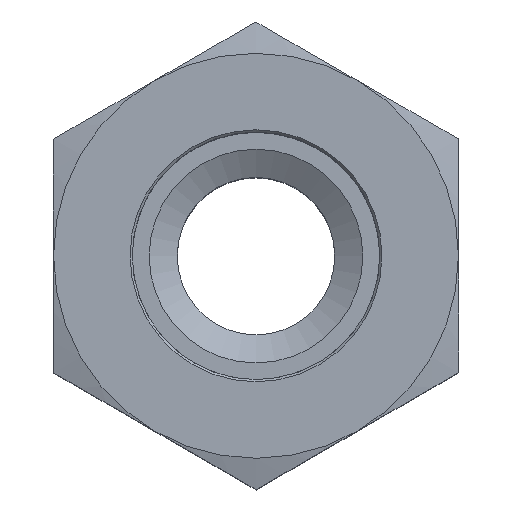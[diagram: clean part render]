
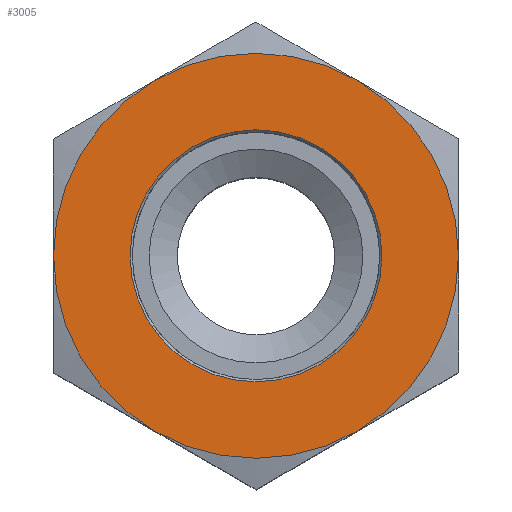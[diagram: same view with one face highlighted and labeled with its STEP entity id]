
A CAD part, top view. The second image highlights one B-rep face of the part: STEP entity #3005.
In plain terms, the highlighted planar face has unit normal (0, 0, 1).
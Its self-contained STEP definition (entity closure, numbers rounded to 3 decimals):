
#2909=CARTESIAN_POINT('',(11.2,0.,20.0));
#2910=VERTEX_POINT('',#2909);
#2911=CARTESIAN_POINT('',(0.0,0.0,20.0));
#2912=DIRECTION('',(0.0,0.0,1.0));
#2913=DIRECTION('',(-1.0,0.0,0.0));
#2914=AXIS2_PLACEMENT_3D('',#2911,#2912,#2913);
#2915=CIRCLE('',#2914,11.2);
#2916=EDGE_CURVE('',#2910,#2910,#2915,.T.);
#2941=CARTESIAN_POINT('',(0.0,0.,20.0));
#2942=DIRECTION('',(0.0,0.0,1.0));
#2943=DIRECTION('',(1.0,0.0,0.0));
#2944=AXIS2_PLACEMENT_3D('',#2941,#2942,#2943);
#2945=PLANE('',#2944);
#2946=CARTESIAN_POINT('',(-9.,-15.588,20.0));
#2947=VERTEX_POINT('',#2946);
#2948=CARTESIAN_POINT('',(9.,-15.588,20.0));
#2949=VERTEX_POINT('',#2948);
#2950=CARTESIAN_POINT('',(0.0,0.0,20.0));
#2951=DIRECTION('',(0.0,0.0,1.0));
#2952=DIRECTION('',(-0.5,-0.866,0.0));
#2953=AXIS2_PLACEMENT_3D('',#2950,#2951,#2952);
#2954=CIRCLE('',#2953,18.0);
#2955=EDGE_CURVE('',#2947,#2949,#2954,.T.);
#2956=ORIENTED_EDGE('',*,*,#2955,.T.);
#2957=CARTESIAN_POINT('',(18.,0.,20.0));
#2958=VERTEX_POINT('',#2957);
#2959=CARTESIAN_POINT('',(0.0,0.0,20.0));
#2960=DIRECTION('',(0.0,0.0,1.0));
#2961=DIRECTION('',(-0.5,-0.866,0.0));
#2962=AXIS2_PLACEMENT_3D('',#2959,#2960,#2961);
#2963=CIRCLE('',#2962,18.0);
#2964=EDGE_CURVE('',#2949,#2958,#2963,.T.);
#2965=ORIENTED_EDGE('',*,*,#2964,.T.);
#2966=CARTESIAN_POINT('',(9.,15.588,20.0));
#2967=VERTEX_POINT('',#2966);
#2968=CARTESIAN_POINT('',(0.0,0.0,20.0));
#2969=DIRECTION('',(0.0,0.0,1.0));
#2970=DIRECTION('',(-0.5,-0.866,0.0));
#2971=AXIS2_PLACEMENT_3D('',#2968,#2969,#2970);
#2972=CIRCLE('',#2971,18.0);
#2973=EDGE_CURVE('',#2958,#2967,#2972,.T.);
#2974=ORIENTED_EDGE('',*,*,#2973,.T.);
#2975=CARTESIAN_POINT('',(-9.,15.588,20.0));
#2976=VERTEX_POINT('',#2975);
#2977=CARTESIAN_POINT('',(0.0,0.0,20.0));
#2978=DIRECTION('',(0.0,0.0,1.0));
#2979=DIRECTION('',(-0.5,-0.866,0.0));
#2980=AXIS2_PLACEMENT_3D('',#2977,#2978,#2979);
#2981=CIRCLE('',#2980,18.0);
#2982=EDGE_CURVE('',#2967,#2976,#2981,.T.);
#2983=ORIENTED_EDGE('',*,*,#2982,.T.);
#2984=CARTESIAN_POINT('',(-18.,0.0,20.0));
#2985=VERTEX_POINT('',#2984);
#2986=CARTESIAN_POINT('',(0.0,0.0,20.0));
#2987=DIRECTION('',(0.0,0.0,1.0));
#2988=DIRECTION('',(-0.5,-0.866,0.0));
#2989=AXIS2_PLACEMENT_3D('',#2986,#2987,#2988);
#2990=CIRCLE('',#2989,18.0);
#2991=EDGE_CURVE('',#2976,#2985,#2990,.T.);
#2992=ORIENTED_EDGE('',*,*,#2991,.T.);
#2993=CARTESIAN_POINT('',(0.0,0.0,20.0));
#2994=DIRECTION('',(0.0,0.0,1.0));
#2995=DIRECTION('',(-0.5,-0.866,0.0));
#2996=AXIS2_PLACEMENT_3D('',#2993,#2994,#2995);
#2997=CIRCLE('',#2996,18.0);
#2998=EDGE_CURVE('',#2985,#2947,#2997,.T.);
#2999=ORIENTED_EDGE('',*,*,#2998,.T.);
#3000=EDGE_LOOP('',(#2956,#2965,#2974,#2983,#2992,#2999));
#3001=FACE_OUTER_BOUND('',#3000,.T.);
#3002=ORIENTED_EDGE('',*,*,#2916,.F.);
#3003=EDGE_LOOP('',(#3002));
#3004=FACE_BOUND('',#3003,.T.);
#3005=ADVANCED_FACE('',(#3001,#3004),#2945,.T.);
